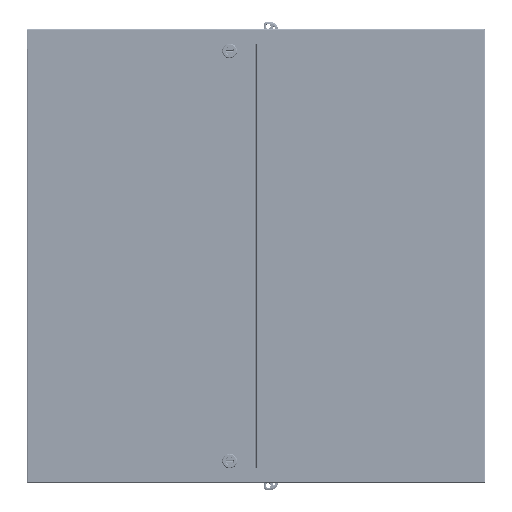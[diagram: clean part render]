
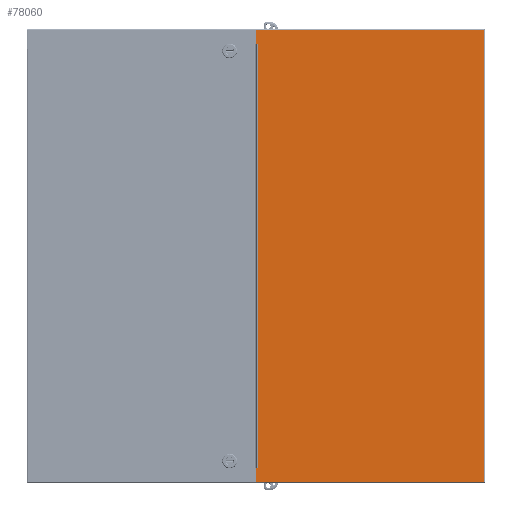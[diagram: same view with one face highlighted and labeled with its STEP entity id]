
A CAD part, top view. The second image highlights one B-rep face of the part: STEP entity #78060.
In plain terms, the highlighted planar face has unit normal (0, 0, 1).
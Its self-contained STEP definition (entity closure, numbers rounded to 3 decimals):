
#6396=PLANE('',#84571);
#10659=FACE_OUTER_BOUND('',#15375,.T.);
#15375=EDGE_LOOP('',(#69090,#69091,#69092,#69093,#69094,#69095,#69096,#69097,
#69098,#69099,#69100,#69101));
#20584=LINE('',#149029,#26507);
#20698=LINE('',#149395,#26621);
#20705=LINE('',#149522,#26628);
#20708=LINE('',#149565,#26631);
#20713=LINE('',#149579,#26636);
#20716=LINE('',#149586,#26639);
#20720=LINE('',#149593,#26643);
#20722=LINE('',#149597,#26645);
#20725=LINE('',#149603,#26648);
#20729=LINE('',#149611,#26652);
#20730=LINE('',#149615,#26653);
#20733=LINE('',#149619,#26656);
#26507=VECTOR('',#100587,0.394);
#26621=VECTOR('',#100857,0.394);
#26628=VECTOR('',#100874,0.394);
#26631=VECTOR('',#100881,0.394);
#26636=VECTOR('',#100898,0.394);
#26639=VECTOR('',#100903,0.394);
#26643=VECTOR('',#100909,0.394);
#26645=VECTOR('',#100913,0.394);
#26648=VECTOR('',#100918,0.394);
#26652=VECTOR('',#100926,0.394);
#26653=VECTOR('',#100931,0.394);
#26656=VECTOR('',#100936,0.394);
#36648=VERTEX_POINT('',#149026);
#36649=VERTEX_POINT('',#149028);
#36748=VERTEX_POINT('',#149370);
#36749=VERTEX_POINT('',#149387);
#36754=VERTEX_POINT('',#149520);
#36756=VERTEX_POINT('',#149564);
#36759=VERTEX_POINT('',#149578);
#36761=VERTEX_POINT('',#149584);
#36762=VERTEX_POINT('',#149585);
#36765=VERTEX_POINT('',#149596);
#36767=VERTEX_POINT('',#149602);
#36770=VERTEX_POINT('',#149613);
#47549=EDGE_CURVE('',#36649,#36648,#20584,.T.);
#47698=EDGE_CURVE('',#36748,#36749,#20698,.T.);
#47712=EDGE_CURVE('',#36749,#36754,#20705,.T.);
#47716=EDGE_CURVE('',#36756,#36649,#20708,.T.);
#47723=EDGE_CURVE('',#36759,#36756,#20713,.T.);
#47726=EDGE_CURVE('',#36761,#36762,#20716,.T.);
#47730=EDGE_CURVE('',#36762,#36759,#20720,.T.);
#47732=EDGE_CURVE('',#36648,#36765,#20722,.T.);
#47735=EDGE_CURVE('',#36765,#36767,#20725,.T.);
#47740=EDGE_CURVE('',#36761,#36754,#20729,.T.);
#47742=EDGE_CURVE('',#36770,#36767,#20730,.T.);
#47745=EDGE_CURVE('',#36770,#36748,#20733,.T.);
#69090=ORIENTED_EDGE('',*,*,#47723,.T.);
#69091=ORIENTED_EDGE('',*,*,#47716,.T.);
#69092=ORIENTED_EDGE('',*,*,#47549,.T.);
#69093=ORIENTED_EDGE('',*,*,#47732,.T.);
#69094=ORIENTED_EDGE('',*,*,#47735,.T.);
#69095=ORIENTED_EDGE('',*,*,#47742,.F.);
#69096=ORIENTED_EDGE('',*,*,#47745,.T.);
#69097=ORIENTED_EDGE('',*,*,#47698,.T.);
#69098=ORIENTED_EDGE('',*,*,#47712,.T.);
#69099=ORIENTED_EDGE('',*,*,#47740,.F.);
#69100=ORIENTED_EDGE('',*,*,#47726,.T.);
#69101=ORIENTED_EDGE('',*,*,#47730,.T.);
#78060=ADVANCED_FACE('',(#10659),#6396,.T.);
#84571=AXIS2_PLACEMENT_3D('',#149618,#100934,#100935);
#100587=DIRECTION('',(1.,0.,0.));
#100857=DIRECTION('',(0.,1.,0.));
#100874=DIRECTION('',(-1.,0.,0.));
#100881=DIRECTION('',(0.,-1.,0.));
#100898=DIRECTION('',(-1.,0.,0.));
#100903=DIRECTION('',(1.,0.,0.));
#100909=DIRECTION('',(0.,-1.,0.));
#100913=DIRECTION('',(0.,-1.,0.));
#100918=DIRECTION('',(-1.,0.,0.));
#100926=DIRECTION('',(0.,1.,0.));
#100931=DIRECTION('',(0.,1.,0.));
#100934=DIRECTION('center_axis',(0.,0.,1.));
#100935=DIRECTION('ref_axis',(1.,0.,0.));
#100936=DIRECTION('',(1.,0.,0.));
#149026=CARTESIAN_POINT('',(-9.076,-16.969,0.068));
#149028=CARTESIAN_POINT('',(-9.076,-16.969,0.068));
#149029=CARTESIAN_POINT('',(-4.588,-16.969,0.068));
#149370=CARTESIAN_POINT('',(9.076,-18.089,0.068));
#149387=CARTESIAN_POINT('',(9.076,18.089,0.068));
#149395=CARTESIAN_POINT('',(9.076,9.094,0.068));
#149520=CARTESIAN_POINT('',(-9.175,18.089,0.068));
#149522=CARTESIAN_POINT('',(-4.587,18.089,0.068));
#149564=CARTESIAN_POINT('',(-9.076,16.969,0.068));
#149565=CARTESIAN_POINT('',(-9.076,-8.484,0.068));
#149578=CARTESIAN_POINT('',(-9.076,16.969,0.068));
#149579=CARTESIAN_POINT('',(-4.538,16.969,0.068));
#149584=CARTESIAN_POINT('',(-9.175,16.969,0.068));
#149585=CARTESIAN_POINT('',(-9.076,16.969,0.068));
#149586=CARTESIAN_POINT('',(-4.588,16.969,0.068));
#149593=CARTESIAN_POINT('',(-9.076,8.484,0.068));
#149596=CARTESIAN_POINT('',(-9.076,-16.969,0.068));
#149597=CARTESIAN_POINT('',(-9.076,-8.484,0.068));
#149602=CARTESIAN_POINT('',(-9.175,-16.969,0.068));
#149603=CARTESIAN_POINT('',(-4.538,-16.969,0.068));
#149611=CARTESIAN_POINT('',(-9.175,-18.188,0.068));
#149613=CARTESIAN_POINT('',(-9.175,-18.089,0.068));
#149615=CARTESIAN_POINT('',(-9.175,-18.188,0.068));
#149618=CARTESIAN_POINT('Origin',(0.,0.,
0.068));
#149619=CARTESIAN_POINT('',(4.538,-18.089,0.068));
